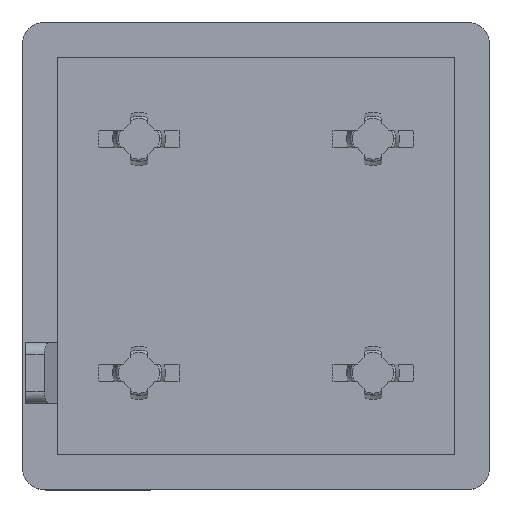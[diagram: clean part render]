
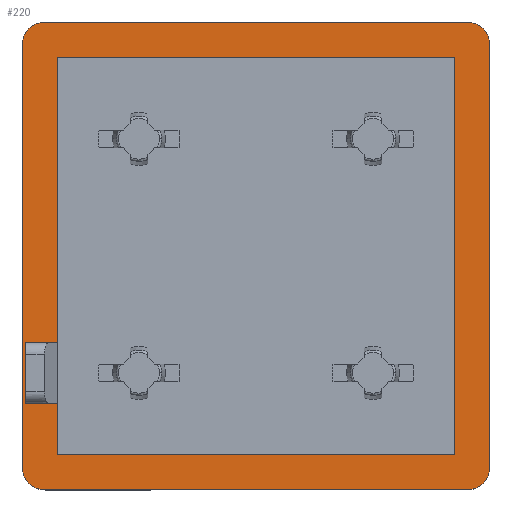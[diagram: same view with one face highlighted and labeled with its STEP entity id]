
A CAD part, top view. The second image highlights one B-rep face of the part: STEP entity #220.
In plain terms, the highlighted planar face has unit normal (0, 0, 1).
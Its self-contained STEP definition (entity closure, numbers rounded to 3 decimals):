
#124 = DIRECTION ( 'NONE',  ( 1., 0., 0. ) ) ;
#125 = PLANE ( 'NONE',  #2665 ) ;
#128 = CARTESIAN_POINT ( 'NONE',  ( -18., 18., 2.5 ) ) ;
#131 = DIRECTION ( 'NONE',  ( 0., 0., 1. ) ) ;
#220 = ADVANCED_FACE ( 'NONE', ( #3082, #3088 ), #125, .T. ) ;
#719 = EDGE_LOOP ( 'NONE', ( #3167, #3163, #3166, #3074, #3164, #3158, #3161, #1290 ) ) ;
#739 = EDGE_LOOP ( 'NONE', ( #3213, #3210, #3212, #3211, #3215, #3219, #3220, #3168 ) ) ;
#874 = CARTESIAN_POINT ( 'NONE',  ( -18., -20., 2.5 ) ) ;
#927 = CARTESIAN_POINT ( 'NONE',  ( 17., -17., 2.5 ) ) ;
#963 = CARTESIAN_POINT ( 'NONE',  ( -20., 18., 2.5 ) ) ;
#992 = CARTESIAN_POINT ( 'NONE',  ( -17., -17., 2.5 ) ) ;
#1214 = AXIS2_PLACEMENT_3D ( 'NONE', #4432, #4433, #4434 ) ;
#1216 = AXIS2_PLACEMENT_3D ( 'NONE', #4355, #4353, #4357 ) ;
#1219 = AXIS2_PLACEMENT_3D ( 'NONE', #4368, #4367, #4365 ) ;
#1222 = AXIS2_PLACEMENT_3D ( 'NONE', #3673, #3671, #3566 ) ;
#1290 = ORIENTED_EDGE ( 'NONE', *, *, #4728, .T. ) ;
#1374 = VERTEX_POINT ( 'NONE', #992 ) ;
#1404 = VERTEX_POINT ( 'NONE', #963 ) ;
#1439 = VERTEX_POINT ( 'NONE', #927 ) ;
#1572 = VERTEX_POINT ( 'NONE', #874 ) ;
#1598 = VERTEX_POINT ( 'NONE', #5185 ) ;
#1617 = VERTEX_POINT ( 'NONE', #5050 ) ;
#1635 = VERTEX_POINT ( 'NONE', #5311 ) ;
#1688 = VERTEX_POINT ( 'NONE', #5307 ) ;
#1689 = VERTEX_POINT ( 'NONE', #5314 ) ;
#1692 = VERTEX_POINT ( 'NONE', #5322 ) ;
#1696 = VERTEX_POINT ( 'NONE', #4906 ) ;
#1704 = VERTEX_POINT ( 'NONE', #4947 ) ;
#1707 = VERTEX_POINT ( 'NONE', #5318 ) ;
#1708 = VERTEX_POINT ( 'NONE', #4957 ) ;
#1710 = VERTEX_POINT ( 'NONE', #4953 ) ;
#1799 = VERTEX_POINT ( 'NONE', #5274 ) ;
#2665 = AXIS2_PLACEMENT_3D ( 'NONE', #128, #131, #124 ) ;
#2767 = VECTOR ( 'NONE', #3707, 1000. ) ;
#2878 = LINE ( 'NONE', #3681, #2892 ) ;
#2879 = LINE ( 'NONE', #3698, #2880 ) ;
#2880 = VECTOR ( 'NONE', #3712, 1000. ) ;
#2886 = CIRCLE ( 'NONE', #1222, 2. ) ;
#2892 = VECTOR ( 'NONE', #3678, 1000. ) ;
#3074 = ORIENTED_EDGE ( 'NONE', *, *, #4717, .T. ) ;
#3082 = FACE_BOUND ( 'NONE', #739, .T. ) ;
#3088 = FACE_OUTER_BOUND ( 'NONE', #719, .T. ) ;
#3158 = ORIENTED_EDGE ( 'NONE', *, *, #4723, .T. ) ;
#3161 = ORIENTED_EDGE ( 'NONE', *, *, #4726, .T. ) ;
#3163 = ORIENTED_EDGE ( 'NONE', *, *, #4739, .T. ) ;
#3164 = ORIENTED_EDGE ( 'NONE', *, *, #4720, .T. ) ;
#3166 = ORIENTED_EDGE ( 'NONE', *, *, #4748, .T. ) ;
#3167 = ORIENTED_EDGE ( 'NONE', *, *, #4738, .T. ) ;
#3168 = ORIENTED_EDGE ( 'NONE', *, *, #4744, .F. ) ;
#3210 = ORIENTED_EDGE ( 'NONE', *, *, #4730, .F. ) ;
#3211 = ORIENTED_EDGE ( 'NONE', *, *, #4732, .F. ) ;
#3212 = ORIENTED_EDGE ( 'NONE', *, *, #4731, .F. ) ;
#3213 = ORIENTED_EDGE ( 'NONE', *, *, #4729, .F. ) ;
#3215 = ORIENTED_EDGE ( 'NONE', *, *, #4733, .F. ) ;
#3219 = ORIENTED_EDGE ( 'NONE', *, *, #4747, .F. ) ;
#3220 = ORIENTED_EDGE ( 'NONE', *, *, #4743, .F. ) ;
#3295 = VECTOR ( 'NONE', #4458, 1000. ) ;
#3296 = LINE ( 'NONE', #4484, #3497 ) ;
#3297 = VECTOR ( 'NONE', #4511, 1000. ) ;
#3298 = LINE ( 'NONE', #4405, #3295 ) ;
#3302 = CIRCLE ( 'NONE', #1214, 2. ) ;
#3303 = VECTOR ( 'NONE', #4516, 1000. ) ;
#3312 = LINE ( 'NONE', #4369, #3303 ) ;
#3327 = CIRCLE ( 'NONE', #1216, 2. ) ;
#3461 = LINE ( 'NONE', #4523, #3467 ) ;
#3465 = CIRCLE ( 'NONE', #1219, 2. ) ;
#3467 = VECTOR ( 'NONE', #4531, 1000. ) ;
#3479 = LINE ( 'NONE', #3733, #2767 ) ;
#3489 = VECTOR ( 'NONE', #4451, 1000. ) ;
#3493 = VECTOR ( 'NONE', #4527, 1000. ) ;
#3494 = LINE ( 'NONE', #4529, #3489 ) ;
#3495 = VECTOR ( 'NONE', #4503, 1000. ) ;
#3496 = LINE ( 'NONE', #4380, #3499 ) ;
#3497 = VECTOR ( 'NONE', #4479, 1000. ) ;
#3498 = LINE ( 'NONE', #4399, #3493 ) ;
#3499 = VECTOR ( 'NONE', #4397, 1000. ) ;
#3500 = LINE ( 'NONE', #4356, #3297 ) ;
#3502 = LINE ( 'NONE', #4534, #3495 ) ;
#3566 = DIRECTION ( 'NONE',  ( -1., 0., 0. ) ) ;
#3671 = DIRECTION ( 'NONE',  ( 0., 0., 1. ) ) ;
#3673 = CARTESIAN_POINT ( 'NONE',  ( -18., -18., 2.5 ) ) ;
#3678 = DIRECTION ( 'NONE',  ( 0., 1., 0. ) ) ;
#3681 = CARTESIAN_POINT ( 'NONE',  ( 17., 17., 2.5 ) ) ;
#3698 = CARTESIAN_POINT ( 'NONE',  ( -17., 17., 2.5 ) ) ;
#3707 = DIRECTION ( 'NONE',  ( 1., 0., 0. ) ) ;
#3712 = DIRECTION ( 'NONE',  ( 0., -1., 0. ) ) ;
#3733 = CARTESIAN_POINT ( 'NONE',  ( -17., -17., 2.5 ) ) ;
#4353 = DIRECTION ( 'NONE',  ( 0., 0., 1. ) ) ;
#4355 = CARTESIAN_POINT ( 'NONE',  ( 18., 18., 2.5 ) ) ;
#4356 = CARTESIAN_POINT ( 'NONE',  ( -18., 20., 2.5 ) ) ;
#4357 = DIRECTION ( 'NONE',  ( 1., 0., 0. ) ) ;
#4365 = DIRECTION ( 'NONE',  ( 1., 0., 0. ) ) ;
#4367 = DIRECTION ( 'NONE',  ( 0., 0., 1. ) ) ;
#4368 = CARTESIAN_POINT ( 'NONE',  ( -18., 18., 2.5 ) ) ;
#4369 = CARTESIAN_POINT ( 'NONE',  ( -18., -20., 2.5 ) ) ;
#4380 = CARTESIAN_POINT ( 'NONE',  ( -19.7, -7.4, 2.5 ) ) ;
#4397 = DIRECTION ( 'NONE',  ( -1., 0., 0. ) ) ;
#4399 = CARTESIAN_POINT ( 'NONE',  ( -17., 17., 2.5 ) ) ;
#4405 = CARTESIAN_POINT ( 'NONE',  ( 20., 18., 2.5 ) ) ;
#4432 = CARTESIAN_POINT ( 'NONE',  ( 18., -18., 2.5 ) ) ;
#4433 = DIRECTION ( 'NONE',  ( 0., 0., 1. ) ) ;
#4434 = DIRECTION ( 'NONE',  ( -1., 0., 0. ) ) ;
#4451 = DIRECTION ( 'NONE',  ( -1., 0., 0. ) ) ;
#4458 = DIRECTION ( 'NONE',  ( 0., 1., 0. ) ) ;
#4479 = DIRECTION ( 'NONE',  ( 0., -1., 0. ) ) ;
#4484 = CARTESIAN_POINT ( 'NONE',  ( -19.7, -7.4, 2.5 ) ) ;
#4503 = DIRECTION ( 'NONE',  ( 1., 0., 0. ) ) ;
#4511 = DIRECTION ( 'NONE',  ( -1., 0., 0. ) ) ;
#4516 = DIRECTION ( 'NONE',  ( 1., 0., 0. ) ) ;
#4523 = CARTESIAN_POINT ( 'NONE',  ( -20., 18., 2.5 ) ) ;
#4527 = DIRECTION ( 'NONE',  ( 0., -1., 0. ) ) ;
#4529 = CARTESIAN_POINT ( 'NONE',  ( -17., 17., 2.5 ) ) ;
#4531 = DIRECTION ( 'NONE',  ( 0., -1., 0. ) ) ;
#4534 = CARTESIAN_POINT ( 'NONE',  ( -19.7, -12.6, 2.5 ) ) ;
#4717 = EDGE_CURVE ( 'NONE', #1572, #1799, #3312, .T. ) ;
#4720 = EDGE_CURVE ( 'NONE', #1799, #1707, #3302, .T. ) ;
#4723 = EDGE_CURVE ( 'NONE', #1707, #1710, #3298, .T. ) ;
#4726 = EDGE_CURVE ( 'NONE', #1710, #1704, #3327, .T. ) ;
#4728 = EDGE_CURVE ( 'NONE', #1704, #1617, #3500, .T. ) ;
#4729 = EDGE_CURVE ( 'NONE', #1708, #1689, #3502, .T. ) ;
#4730 = EDGE_CURVE ( 'NONE', #1692, #1708, #3296, .T. ) ;
#4731 = EDGE_CURVE ( 'NONE', #1688, #1692, #3496, .T. ) ;
#4732 = EDGE_CURVE ( 'NONE', #1635, #1688, #3498, .T. ) ;
#4733 = EDGE_CURVE ( 'NONE', #1598, #1635, #3494, .T. ) ;
#4738 = EDGE_CURVE ( 'NONE', #1617, #1404, #3465, .T. ) ;
#4739 = EDGE_CURVE ( 'NONE', #1404, #1696, #3461, .T. ) ;
#4743 = EDGE_CURVE ( 'NONE', #1374, #1439, #3479, .T. ) ;
#4744 = EDGE_CURVE ( 'NONE', #1689, #1374, #2879, .T. ) ;
#4747 = EDGE_CURVE ( 'NONE', #1439, #1598, #2878, .T. ) ;
#4748 = EDGE_CURVE ( 'NONE', #1696, #1572, #2886, .T. ) ;
#4906 = CARTESIAN_POINT ( 'NONE',  ( -20., -18., 2.5 ) ) ;
#4947 = CARTESIAN_POINT ( 'NONE',  ( 18., 20., 2.5 ) ) ;
#4953 = CARTESIAN_POINT ( 'NONE',  ( 20., 18., 2.5 ) ) ;
#4957 = CARTESIAN_POINT ( 'NONE',  ( -19.7, -12.6, 2.5 ) ) ;
#5050 = CARTESIAN_POINT ( 'NONE',  ( -18., 20., 2.5 ) ) ;
#5185 = CARTESIAN_POINT ( 'NONE',  ( 17., 17., 2.5 ) ) ;
#5274 = CARTESIAN_POINT ( 'NONE',  ( 18., -20., 2.5 ) ) ;
#5307 = CARTESIAN_POINT ( 'NONE',  ( -17., -7.4, 2.5 ) ) ;
#5311 = CARTESIAN_POINT ( 'NONE',  ( -17., 17., 2.5 ) ) ;
#5314 = CARTESIAN_POINT ( 'NONE',  ( -17., -12.6, 2.5 ) ) ;
#5318 = CARTESIAN_POINT ( 'NONE',  ( 20., -18., 2.5 ) ) ;
#5322 = CARTESIAN_POINT ( 'NONE',  ( -19.7, -7.4, 2.5 ) ) ;
